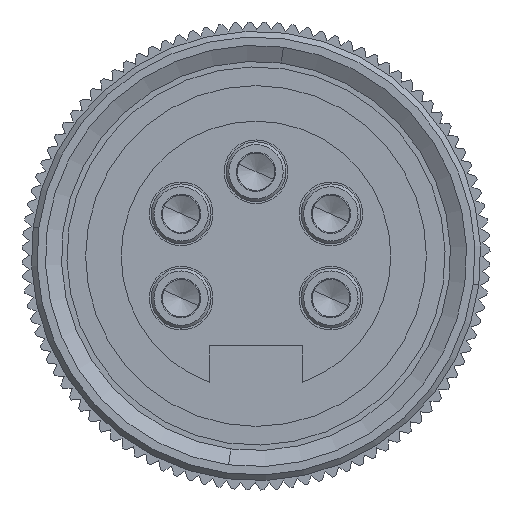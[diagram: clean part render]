
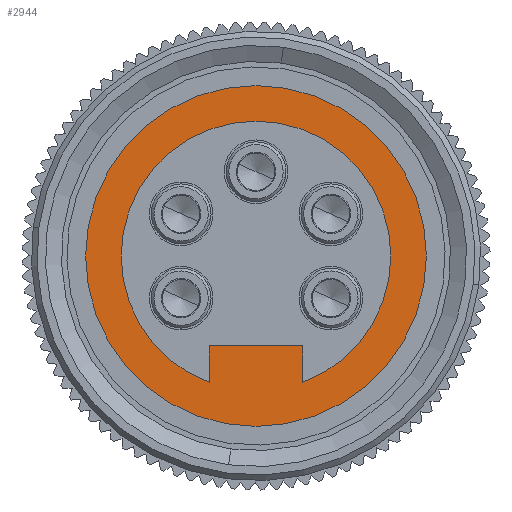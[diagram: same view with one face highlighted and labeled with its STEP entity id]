
A CAD part, front view. The second image highlights one B-rep face of the part: STEP entity #2944.
In plain terms, the highlighted planar face has unit normal (0, -1, 0).
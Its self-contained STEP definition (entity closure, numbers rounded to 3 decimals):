
#338=DIRECTION('',(-1.,0.,0.));
#339=VECTOR('',#338,5.);
#340=CARTESIAN_POINT('',(2.5,-12.,-4.8));
#341=LINE('',#340,#339);
#346=DIRECTION('',(0.,0.,1.));
#347=VECTOR('',#346,1.952);
#348=CARTESIAN_POINT('',(2.5,-12.,-6.752));
#349=LINE('',#348,#347);
#374=DIRECTION('',(0.,0.,-1.));
#375=VECTOR('',#374,1.952);
#376=CARTESIAN_POINT('',(-2.5,-12.,-4.8));
#377=LINE('',#376,#375);
#386=CARTESIAN_POINT('',(0.,-12.,0.));
#387=DIRECTION('',(0.,1.,0.));
#388=DIRECTION('',(-1.,0.,0.));
#389=AXIS2_PLACEMENT_3D('',#386,#387,#388);
#391=CARTESIAN_POINT('',(0.,-12.,0.));
#392=DIRECTION('',(0.,1.,0.));
#393=DIRECTION('',(1.,0.,0.));
#394=AXIS2_PLACEMENT_3D('',#391,#392,#393);
#396=CARTESIAN_POINT('',(0.,-12.,0.));
#397=DIRECTION('',(0.,-1.,0.));
#398=DIRECTION('',(-1.,0.,0.));
#399=AXIS2_PLACEMENT_3D('',#396,#397,#398);
#401=CARTESIAN_POINT('',(0.,-12.,0.));
#402=DIRECTION('',(0.,-1.,0.));
#403=DIRECTION('',(0.347,0.,-0.938));
#404=AXIS2_PLACEMENT_3D('',#401,#402,#403);
#406=CARTESIAN_POINT('',(0.,-12.,0.));
#407=DIRECTION('',(0.,-1.,0.));
#408=DIRECTION('',(1.,0.,0.));
#409=AXIS2_PLACEMENT_3D('',#406,#407,#408);
#1855=CARTESIAN_POINT('',(-9.1,-12.,0.));
#1856=VERTEX_POINT('',#1855);
#1857=CARTESIAN_POINT('',(9.1,-12.,0.));
#1858=VERTEX_POINT('',#1857);
#1859=CARTESIAN_POINT('',(-7.2,-12.,0.));
#1860=CARTESIAN_POINT('',(-2.5,-12.,-6.752));
#1861=VERTEX_POINT('',#1859);
#1862=VERTEX_POINT('',#1860);
#1863=CARTESIAN_POINT('',(2.5,-12.,-6.752));
#1864=CARTESIAN_POINT('',(7.2,-12.,0.));
#1865=VERTEX_POINT('',#1863);
#1866=VERTEX_POINT('',#1864);
#1899=CARTESIAN_POINT('',(2.5,-12.,-4.8));
#1900=CARTESIAN_POINT('',(-2.5,-12.,-4.8));
#1901=VERTEX_POINT('',#1899);
#1902=VERTEX_POINT('',#1900);
#2925=CARTESIAN_POINT('',(0.,-12.,0.));
#2926=DIRECTION('',(0.,1.,0.));
#2927=DIRECTION('',(-1.,0.,0.));
#2928=AXIS2_PLACEMENT_3D('',#2925,#2926,#2927);
#2929=PLANE('',#2928);
#2931=ORIENTED_EDGE('',*,*,#2930,.T.);
#2933=ORIENTED_EDGE('',*,*,#2932,.T.);
#2934=EDGE_LOOP('',(#2931,#2933));
#2935=FACE_OUTER_BOUND('',#2934,.F.);
#2936=ORIENTED_EDGE('',*,*,#2906,.T.);
#2937=ORIENTED_EDGE('',*,*,#2918,.F.);
#2938=ORIENTED_EDGE('',*,*,#2848,.F.);
#2939=ORIENTED_EDGE('',*,*,#2863,.F.);
#2940=ORIENTED_EDGE('',*,*,#2877,.T.);
#2941=ORIENTED_EDGE('',*,*,#2892,.T.);
#2942=EDGE_LOOP('',(#2936,#2937,#2938,#2939,#2940,#2941));
#2943=FACE_BOUND('',#2942,.F.);
#2944=ADVANCED_FACE('',(#2935,#2943),#2929,.F.);
#390=CIRCLE('',#389,9.1);
#395=CIRCLE('',#394,9.1);
#400=CIRCLE('',#399,7.2);
#405=CIRCLE('',#404,7.2);
#410=CIRCLE('',#409,7.2);
#2848=EDGE_CURVE('',#1901,#1902,#341,.T.);
#2863=EDGE_CURVE('',#1865,#1901,#349,.T.);
#2877=EDGE_CURVE('',#1865,#1866,#405,.T.);
#2892=EDGE_CURVE('',#1866,#1861,#410,.T.);
#2906=EDGE_CURVE('',#1861,#1862,#400,.T.);
#2918=EDGE_CURVE('',#1902,#1862,#377,.T.);
#2930=EDGE_CURVE('',#1856,#1858,#390,.T.);
#2932=EDGE_CURVE('',#1858,#1856,#395,.T.);
